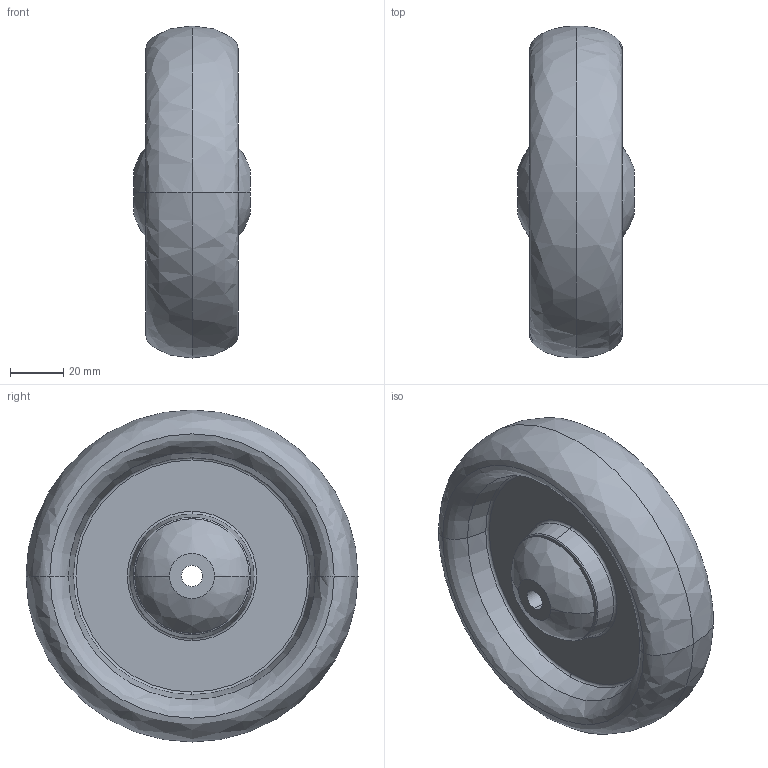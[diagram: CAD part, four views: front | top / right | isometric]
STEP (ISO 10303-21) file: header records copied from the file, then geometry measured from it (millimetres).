
FILE_DESCRIPTION (( 'STEP AP214' ), '1' );
FILE_NAME ('0029628K_PUBK-125-35-44-K08-VA.STEP', '2015-01-13T14:35:09', ( '' ), ( '' ), 'SwSTEP 2.0', 'SolidWorks 2014', '' );
FILE_SCHEMA (( 'AUTOMOTIVE_DESIGN' ));
Length unit declared in the file: millimetre
Products named in the file (1): 0029628K_PUBK-125-35-44-K08-VA
Bounding box: 44 x 125 x 125 mm (x, y, z)
Surface area: 45287.1 mm2 (no closed solid volume)
Topology: 0 solids, 5 shells, 46 faces, 110 edges, 70 vertices
Faces by surface type: bspline 16, torus 12, cone 8, plane 6, cylinder 4
Entity records: 2069 total; most frequent: CARTESIAN_POINT 515, DIRECTION 238, ORIENTED_EDGE 200, AXIS2_PLACEMENT_3D 113, EDGE_CURVE 110, CIRCLE 82, VERTEX_POINT 70, EDGE_LOOP 52
